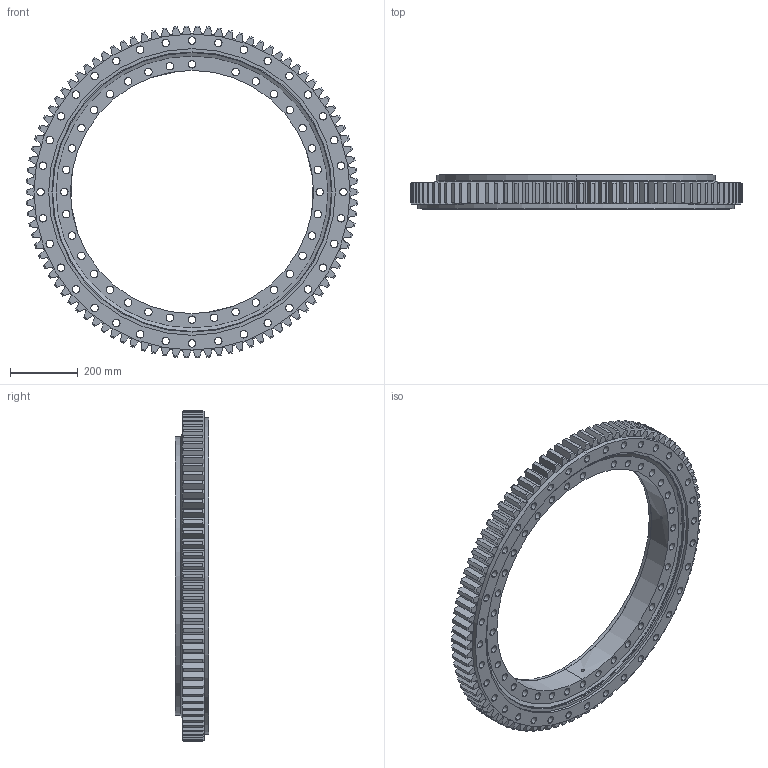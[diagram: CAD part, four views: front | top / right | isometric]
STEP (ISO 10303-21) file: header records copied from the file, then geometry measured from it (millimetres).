
FILE_DESCRIPTION (( 'STEP AP203' ), '1' );
FILE_NAME ('06-0823-18.STEP', '2017-12-27T08:15:01', ( 'defontaine' ), ( 'Hewlett-Packard Company' ), 'SwSTEP 2.0', 'SolidWorks 2016', '' );
FILE_SCHEMA (( 'CONFIG_CONTROL_DESIGN' ));
Length unit declared in the file: millimetre
Products named in the file (1): 06-0823-18
Bounding box: 978.99 x 100 x 978.75 mm (x, y, z)
Volume: 20179087.5 mm3; surface area: 2307684.7 mm2
Topology: 5 solids, 5 shells, 814 faces, 2360 edges, 1555 vertices
Faces by surface type: cylinder 369, cone 212, plane 205, torus 28
Entity records: 28416 total; most frequent: CARTESIAN_POINT 6458, ORIENTED_EDGE 4704, DIRECTION 4561, EDGE_CURVE 2352, AXIS2_PLACEMENT_3D 1802, VERTEX_POINT 1555, CIRCLE 987, EDGE_LOOP 979
